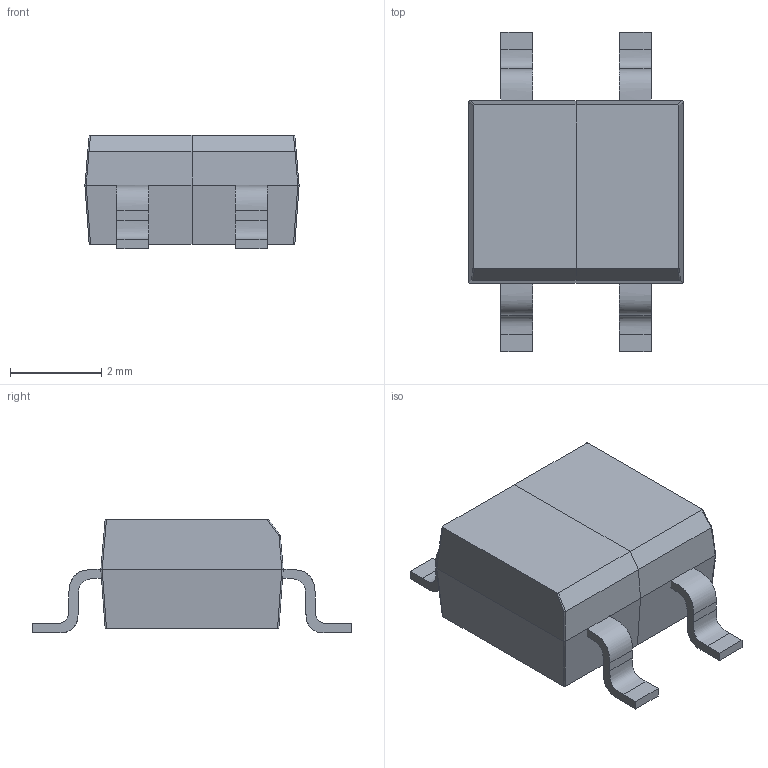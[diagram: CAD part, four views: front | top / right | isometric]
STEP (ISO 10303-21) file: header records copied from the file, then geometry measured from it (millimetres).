
FILE_DESCRIPTION(('FreeCAD Model'),'2;1');
FILE_NAME('HD-DIP.step', '2018-11-02T20:41:07',('Author'),(''), 'Open CASCADE STEP processor 7.2','FreeCAD','Unknown');
FILE_SCHEMA(('AUTOMOTIVE_DESIGN_CC2 { 1 2 10303 214 -1 1 5 4 }'));
Length unit declared in the file: millimetre
Products named in the file (5): body; pin4; pin3; pin2; pin1
Bounding box: 4.7 x 7 x 2.5 mm (x, y, z)
Volume: 44.4 mm3; surface area: 93.7 mm2
Topology: 5 solids, 5 shells, 76 faces, 181 edges, 115 vertices
Faces by surface type: plane 42, bspline 34
Entity records: 2979 total; most frequent: CARTESIAN_POINT 1327, ORIENTED_EDGE 362, DIRECTION 219, EDGE_CURVE 181, LINE 133, VECTOR 133, VERTEX_POINT 115, ADVANCED_FACE 76
